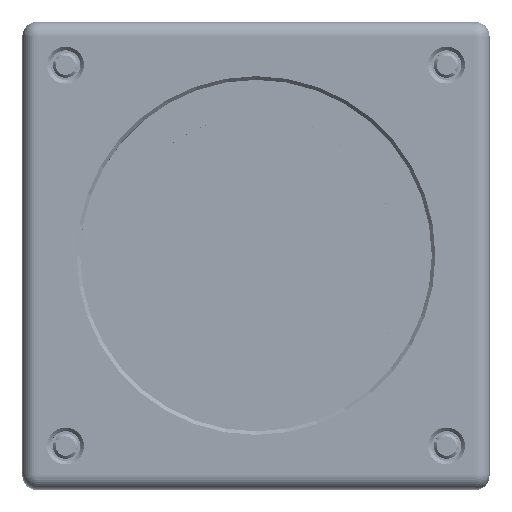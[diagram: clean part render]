
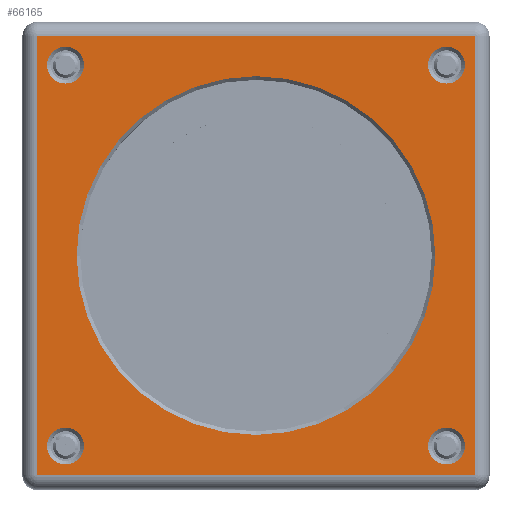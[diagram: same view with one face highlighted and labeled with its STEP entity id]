
A CAD part, top view. The second image highlights one B-rep face of the part: STEP entity #66165.
In plain terms, the highlighted planar face has unit normal (0, 0, 1).
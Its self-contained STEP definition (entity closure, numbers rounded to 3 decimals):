
#2759=FACE_BOUND('',#10818,.T.);
#2760=FACE_BOUND('',#10819,.T.);
#2761=FACE_BOUND('',#10820,.T.);
#2762=FACE_BOUND('',#10821,.T.);
#2763=FACE_BOUND('',#10822,.T.);
#4260=PLANE('',#71040);
#6812=FACE_OUTER_BOUND('',#10817,.T.);
#10817=EDGE_LOOP('',(#50274,#50275,#50276,#50277));
#10818=EDGE_LOOP('',(#50278));
#10819=EDGE_LOOP('',(#50279));
#10820=EDGE_LOOP('',(#50280));
#10821=EDGE_LOOP('',(#50281));
#10822=EDGE_LOOP('',(#50282));
#15640=LINE('',#108595,#20292);
#15642=LINE('',#108603,#20294);
#15644=LINE('',#108611,#20296);
#15650=LINE('',#108632,#20302);
#20292=VECTOR('',#80686,10.);
#20294=VECTOR('',#80694,10.);
#20296=VECTOR('',#80702,10.);
#20302=VECTOR('',#80730,10.);
#24017=CIRCLE('',#70992,24.959);
#24022=CIRCLE('',#70999,2.567);
#24034=CIRCLE('',#71021,2.567);
#24037=CIRCLE('',#71026,2.567);
#24046=CIRCLE('',#71041,2.567);
#28276=VERTEX_POINT('',#108588);
#28279=VERTEX_POINT('',#108593);
#28282=VERTEX_POINT('',#108601);
#28285=VERTEX_POINT('',#108609);
#29118=VERTEX_POINT('',#111435);
#29123=VERTEX_POINT('',#111449);
#29135=VERTEX_POINT('',#111492);
#29138=VERTEX_POINT('',#111502);
#29147=VERTEX_POINT('',#111532);
#35559=EDGE_CURVE('',#28279,#28276,#15640,.T.);
#35563=EDGE_CURVE('',#28282,#28279,#15642,.T.);
#35567=EDGE_CURVE('',#28285,#28282,#15644,.T.);
#35579=EDGE_CURVE('',#28276,#28285,#15650,.T.);
#36835=EDGE_CURVE('',#29118,#29118,#24017,.T.);
#36842=EDGE_CURVE('',#29123,#29123,#24022,.T.);
#36864=EDGE_CURVE('',#29135,#29135,#24034,.T.);
#36869=EDGE_CURVE('',#29138,#29138,#24037,.T.);
#36884=EDGE_CURVE('',#29147,#29147,#24046,.T.);
#50274=ORIENTED_EDGE('',*,*,#35579,.F.);
#50275=ORIENTED_EDGE('',*,*,#35559,.F.);
#50276=ORIENTED_EDGE('',*,*,#35563,.F.);
#50277=ORIENTED_EDGE('',*,*,#35567,.F.);
#50278=ORIENTED_EDGE('',*,*,#36869,.F.);
#50279=ORIENTED_EDGE('',*,*,#36842,.F.);
#50280=ORIENTED_EDGE('',*,*,#36835,.F.);
#50281=ORIENTED_EDGE('',*,*,#36864,.F.);
#50282=ORIENTED_EDGE('',*,*,#36884,.F.);
#66165=ADVANCED_FACE('',(#6812,#2759,#2760,#2761,#2762,#2763),#4260,.T.);
#70992=AXIS2_PLACEMENT_3D('',#111436,#83228,#83229);
#70999=AXIS2_PLACEMENT_3D('',#111450,#83244,#83245);
#71021=AXIS2_PLACEMENT_3D('',#111493,#83297,#83298);
#71026=AXIS2_PLACEMENT_3D('',#111503,#83309,#83310);
#71040=AXIS2_PLACEMENT_3D('',#111531,#83343,#83344);
#71041=AXIS2_PLACEMENT_3D('',#111533,#83345,#83346);
#80686=DIRECTION('',(-1.,0.,0.));
#80694=DIRECTION('',(0.,-1.,0.));
#80702=DIRECTION('',(1.,0.,0.));
#80730=DIRECTION('',(0.,1.,0.));
#83228=DIRECTION('center_axis',(0.,0.,
1.));
#83229=DIRECTION('ref_axis',(0.,1.,0.));
#83244=DIRECTION('center_axis',(0.,0.,
1.));
#83245=DIRECTION('ref_axis',(0.,1.,0.));
#83297=DIRECTION('center_axis',(0.,0.,
1.));
#83298=DIRECTION('ref_axis',(0.,1.,0.));
#83309=DIRECTION('center_axis',(0.,0.,
1.));
#83310=DIRECTION('ref_axis',(0.,1.,0.));
#83343=DIRECTION('center_axis',(0.,0.,
1.));
#83344=DIRECTION('ref_axis',(0.,-1.,0.));
#83345=DIRECTION('center_axis',(0.,0.,
1.));
#83346=DIRECTION('ref_axis',(0.,1.,0.));
#108588=CARTESIAN_POINT('',(-30.498,-30.5,42.8));
#108593=CARTESIAN_POINT('',(30.502,-30.498,42.8));
#108595=CARTESIAN_POINT('',(16.252,-30.498,42.8));
#108601=CARTESIAN_POINT('',(30.5,30.502,42.8));
#108603=CARTESIAN_POINT('',(30.5,16.252,42.8));
#108609=CARTESIAN_POINT('',(-30.5,30.5,42.8));
#108611=CARTESIAN_POINT('',(-16.25,30.5,42.8));
#108632=CARTESIAN_POINT('',(-30.498,-16.25,42.8));
#111435=CARTESIAN_POINT('',(0.002,-24.958,42.8));
#111436=CARTESIAN_POINT('Origin',(0.001,0.001,
42.8));
#111449=CARTESIAN_POINT('',(26.5,23.935,42.8));
#111450=CARTESIAN_POINT('Origin',(26.5,26.502,42.8));
#111492=CARTESIAN_POINT('',(26.502,-29.065,42.8));
#111493=CARTESIAN_POINT('Origin',(26.502,-26.498,42.8));
#111502=CARTESIAN_POINT('',(-26.498,-29.067,42.8));
#111503=CARTESIAN_POINT('Origin',(-26.498,-26.5,42.8));
#111531=CARTESIAN_POINT('Origin',(0.001,0.001,
42.8));
#111532=CARTESIAN_POINT('',(-26.5,23.933,42.8));
#111533=CARTESIAN_POINT('Origin',(-26.5,26.5,42.8));
